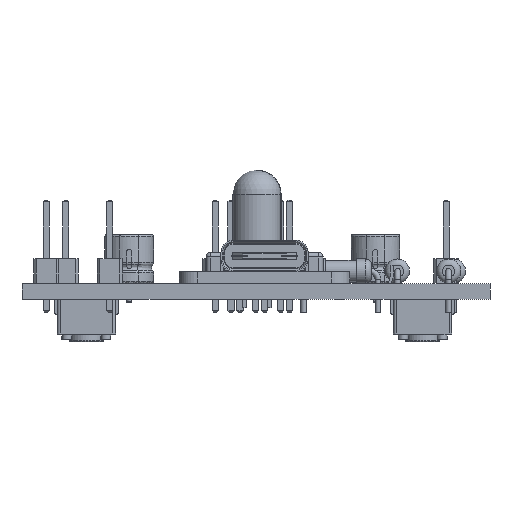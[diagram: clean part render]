
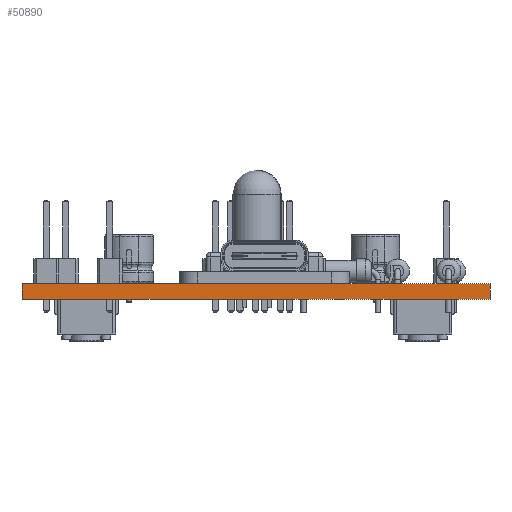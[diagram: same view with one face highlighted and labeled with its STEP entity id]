
A CAD part, front view. The second image highlights one B-rep face of the part: STEP entity #50890.
In plain terms, the highlighted planar face has unit normal (0, -1, 0).
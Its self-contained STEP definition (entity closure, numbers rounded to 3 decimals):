
#50890 = ADVANCED_FACE('',(#50891),#50925,.T.);
#50891 = FACE_BOUND('',#50892,.T.);
#50892 = EDGE_LOOP('',(#50893,#50903,#50911,#50919));
#50893 = ORIENTED_EDGE('',*,*,#50894,.T.);
#50894 = EDGE_CURVE('',#50895,#50897,#50899,.T.);
#50895 = VERTEX_POINT('',#50896);
#50896 = CARTESIAN_POINT('',(198.,-160.,0.));
#50897 = VERTEX_POINT('',#50898);
#50898 = CARTESIAN_POINT('',(198.,-160.,1.6));
#50899 = LINE('',#50900,#50901);
#50900 = CARTESIAN_POINT('',(198.,-160.,0.));
#50901 = VECTOR('',#50902,1.);
#50902 = DIRECTION('',(0.,0.,1.));
#50903 = ORIENTED_EDGE('',*,*,#50904,.T.);
#50904 = EDGE_CURVE('',#50897,#50905,#50907,.T.);
#50905 = VERTEX_POINT('',#50906);
#50906 = CARTESIAN_POINT('',(150.,-160.,1.6));
#50907 = LINE('',#50908,#50909);
#50908 = CARTESIAN_POINT('',(198.,-160.,1.6));
#50909 = VECTOR('',#50910,1.);
#50910 = DIRECTION('',(-1.,0.,0.));
#50911 = ORIENTED_EDGE('',*,*,#50912,.F.);
#50912 = EDGE_CURVE('',#50913,#50905,#50915,.T.);
#50913 = VERTEX_POINT('',#50914);
#50914 = CARTESIAN_POINT('',(150.,-160.,0.));
#50915 = LINE('',#50916,#50917);
#50916 = CARTESIAN_POINT('',(150.,-160.,0.));
#50917 = VECTOR('',#50918,1.);
#50918 = DIRECTION('',(0.,0.,1.));
#50919 = ORIENTED_EDGE('',*,*,#50920,.F.);
#50920 = EDGE_CURVE('',#50895,#50913,#50921,.T.);
#50921 = LINE('',#50922,#50923);
#50922 = CARTESIAN_POINT('',(198.,-160.,0.));
#50923 = VECTOR('',#50924,1.);
#50924 = DIRECTION('',(-1.,0.,0.));
#50925 = PLANE('',#50926);
#50926 = AXIS2_PLACEMENT_3D('',#50927,#50928,#50929);
#50927 = CARTESIAN_POINT('',(198.,-160.,0.));
#50928 = DIRECTION('',(0.,-1.,0.));
#50929 = DIRECTION('',(-1.,0.,0.));
